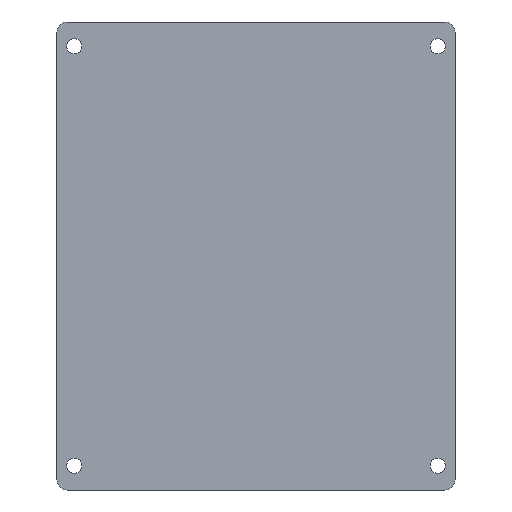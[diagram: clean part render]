
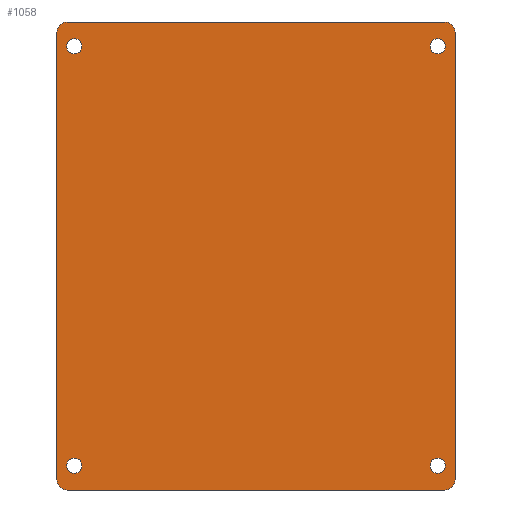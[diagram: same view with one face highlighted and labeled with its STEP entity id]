
A CAD part, front view. The second image highlights one B-rep face of the part: STEP entity #1058.
In plain terms, the highlighted planar face has unit normal (0, -1, 0).
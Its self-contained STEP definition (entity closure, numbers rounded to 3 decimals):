
#103 = VERTEX_POINT('',#104);
#104 = CARTESIAN_POINT('',(-54.5,-14.65,0.));
#110 = EDGE_CURVE('',#103,#111,#113,.T.);
#111 = VERTEX_POINT('',#112);
#112 = CARTESIAN_POINT('',(54.5,-14.65,0.));
#113 = LINE('',#114,#115);
#114 = CARTESIAN_POINT('',(-57.5,-14.65,0.));
#115 = VECTOR('',#116,1.);
#116 = DIRECTION('',(1.,0.,0.));
#547 = EDGE_CURVE('',#548,#103,#550,.T.);
#548 = VERTEX_POINT('',#549);
#549 = CARTESIAN_POINT('',(-57.5,-14.65,3.));
#550 = CIRCLE('',#551,3.);
#551 = AXIS2_PLACEMENT_3D('',#552,#553,#554);
#552 = CARTESIAN_POINT('',(-54.5,-14.65,3.));
#553 = DIRECTION('',(0.,-1.,0.));
#554 = DIRECTION('',(0.,0.,1.));
#574 = VERTEX_POINT('',#575);
#575 = CARTESIAN_POINT('',(-54.5,-14.65,135.2));
#581 = EDGE_CURVE('',#574,#582,#584,.T.);
#582 = VERTEX_POINT('',#583);
#583 = CARTESIAN_POINT('',(54.5,-14.65,135.2));
#584 = LINE('',#585,#586);
#585 = CARTESIAN_POINT('',(-57.5,-14.65,135.2));
#586 = VECTOR('',#587,1.);
#587 = DIRECTION('',(1.,0.,0.));
#953 = EDGE_CURVE('',#548,#954,#956,.T.);
#954 = VERTEX_POINT('',#955);
#955 = CARTESIAN_POINT('',(-57.5,-14.65,132.2));
#956 = LINE('',#957,#958);
#957 = CARTESIAN_POINT('',(-57.5,-14.65,0.));
#958 = VECTOR('',#959,1.);
#959 = DIRECTION('',(0.,0.,1.));
#977 = EDGE_CURVE('',#954,#574,#978,.T.);
#978 = CIRCLE('',#979,3.);
#979 = AXIS2_PLACEMENT_3D('',#980,#981,#982);
#980 = CARTESIAN_POINT('',(-54.5,-14.65,132.2));
#981 = DIRECTION('',(0.,1.,0.));
#982 = DIRECTION('',(0.,0.,1.));
#996 = VERTEX_POINT('',#997);
#997 = CARTESIAN_POINT('',(-54.7,-14.65,128.2));
#1003 = EDGE_CURVE('',#996,#996,#1004,.T.);
#1004 = CIRCLE('',#1005,2.2);
#1005 = AXIS2_PLACEMENT_3D('',#1006,#1007,#1008);
#1006 = CARTESIAN_POINT('',(-52.5,-14.65,128.2));
#1007 = DIRECTION('',(0.,1.,-0.));
#1008 = DIRECTION('',(-1.,0.,0.));
#1021 = VERTEX_POINT('',#1022);
#1022 = CARTESIAN_POINT('',(-54.7,-14.65,7.));
#1028 = EDGE_CURVE('',#1021,#1021,#1029,.T.);
#1029 = CIRCLE('',#1030,2.2);
#1030 = AXIS2_PLACEMENT_3D('',#1031,#1032,#1033);
#1031 = CARTESIAN_POINT('',(-52.5,-14.65,7.));
#1032 = DIRECTION('',(0.,1.,-0.));
#1033 = DIRECTION('',(-1.,0.,0.));
#1058 = ADVANCED_FACE('',(#1059,#1090,#1093,#1104,#1107),#1118,.F.);
#1059 = FACE_BOUND('',#1060,.F.);
#1060 = EDGE_LOOP('',(#1061,#1062,#1063,#1064,#1073,#1081,#1088,#1089));
#1061 = ORIENTED_EDGE('',*,*,#953,.T.);
#1062 = ORIENTED_EDGE('',*,*,#977,.T.);
#1063 = ORIENTED_EDGE('',*,*,#581,.T.);
#1064 = ORIENTED_EDGE('',*,*,#1065,.F.);
#1065 = EDGE_CURVE('',#1066,#582,#1068,.T.);
#1066 = VERTEX_POINT('',#1067);
#1067 = CARTESIAN_POINT('',(57.5,-14.65,132.2));
#1068 = CIRCLE('',#1069,3.);
#1069 = AXIS2_PLACEMENT_3D('',#1070,#1071,#1072);
#1070 = CARTESIAN_POINT('',(54.5,-14.65,132.2));
#1071 = DIRECTION('',(0.,-1.,0.));
#1072 = DIRECTION('',(0.,0.,1.));
#1073 = ORIENTED_EDGE('',*,*,#1074,.F.);
#1074 = EDGE_CURVE('',#1075,#1066,#1077,.T.);
#1075 = VERTEX_POINT('',#1076);
#1076 = CARTESIAN_POINT('',(57.5,-14.65,3.));
#1077 = LINE('',#1078,#1079);
#1078 = CARTESIAN_POINT('',(57.5,-14.65,0.));
#1079 = VECTOR('',#1080,1.);
#1080 = DIRECTION('',(0.,0.,1.));
#1081 = ORIENTED_EDGE('',*,*,#1082,.T.);
#1082 = EDGE_CURVE('',#1075,#111,#1083,.T.);
#1083 = CIRCLE('',#1084,3.);
#1084 = AXIS2_PLACEMENT_3D('',#1085,#1086,#1087);
#1085 = CARTESIAN_POINT('',(54.5,-14.65,3.));
#1086 = DIRECTION('',(0.,1.,0.));
#1087 = DIRECTION('',(0.,0.,1.));
#1088 = ORIENTED_EDGE('',*,*,#110,.F.);
#1089 = ORIENTED_EDGE('',*,*,#547,.F.);
#1090 = FACE_BOUND('',#1091,.F.);
#1091 = EDGE_LOOP('',(#1092));
#1092 = ORIENTED_EDGE('',*,*,#1003,.F.);
#1093 = FACE_BOUND('',#1094,.F.);
#1094 = EDGE_LOOP('',(#1095));
#1095 = ORIENTED_EDGE('',*,*,#1096,.F.);
#1096 = EDGE_CURVE('',#1097,#1097,#1099,.T.);
#1097 = VERTEX_POINT('',#1098);
#1098 = CARTESIAN_POINT('',(50.3,-14.65,128.2));
#1099 = CIRCLE('',#1100,2.2);
#1100 = AXIS2_PLACEMENT_3D('',#1101,#1102,#1103);
#1101 = CARTESIAN_POINT('',(52.5,-14.65,128.2));
#1102 = DIRECTION('',(0.,1.,-0.));
#1103 = DIRECTION('',(-1.,0.,0.));
#1104 = FACE_BOUND('',#1105,.F.);
#1105 = EDGE_LOOP('',(#1106));
#1106 = ORIENTED_EDGE('',*,*,#1028,.F.);
#1107 = FACE_BOUND('',#1108,.F.);
#1108 = EDGE_LOOP('',(#1109));
#1109 = ORIENTED_EDGE('',*,*,#1110,.F.);
#1110 = EDGE_CURVE('',#1111,#1111,#1113,.T.);
#1111 = VERTEX_POINT('',#1112);
#1112 = CARTESIAN_POINT('',(50.3,-14.65,7.));
#1113 = CIRCLE('',#1114,2.2);
#1114 = AXIS2_PLACEMENT_3D('',#1115,#1116,#1117);
#1115 = CARTESIAN_POINT('',(52.5,-14.65,7.));
#1116 = DIRECTION('',(0.,1.,-0.));
#1117 = DIRECTION('',(-1.,0.,0.));
#1118 = PLANE('',#1119);
#1119 = AXIS2_PLACEMENT_3D('',#1120,#1121,#1122);
#1120 = CARTESIAN_POINT('',(-57.5,-14.65,0.));
#1121 = DIRECTION('',(0.,1.,0.));
#1122 = DIRECTION('',(1.,0.,0.));
